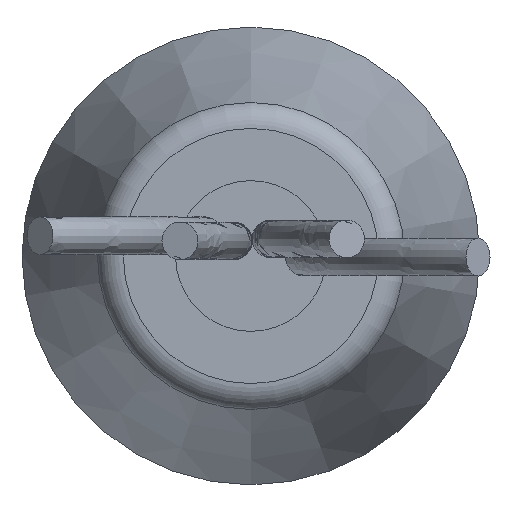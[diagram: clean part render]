
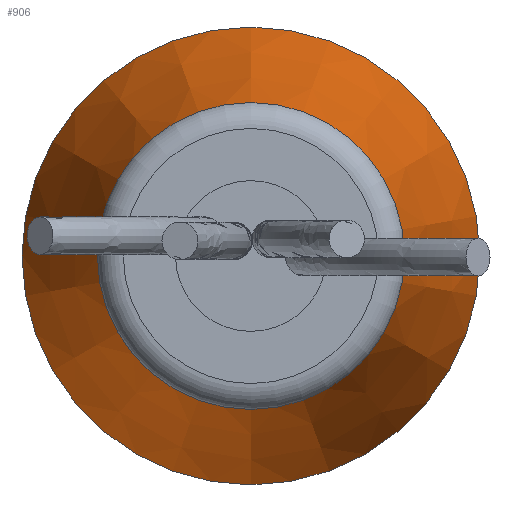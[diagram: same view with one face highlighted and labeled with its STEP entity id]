
A CAD part, front view. The second image highlights one B-rep face of the part: STEP entity #906.
In plain terms, the highlighted conical face has half-angle 15.255 degrees and reference radius 2.75 mm.
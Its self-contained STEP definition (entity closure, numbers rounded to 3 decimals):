
#115=CONICAL_SURFACE('',#2434,2.75,15.255);
#906=ADVANCED_FACE('',(#976,#977),#115,.T.);
#976=FACE_BOUND('',#1128,.T.);
#977=FACE_BOUND('',#1129,.T.);
#1128=EDGE_LOOP('',(#1680));
#1129=EDGE_LOOP('',(#1681));
#1680=ORIENTED_EDGE('',*,*,#2168,.T.);
#1681=ORIENTED_EDGE('',*,*,#2165,.F.);
#1889=VERTEX_POINT('',#3649);
#1892=VERTEX_POINT('',#3658);
#2165=EDGE_CURVE('',#1889,#1889,#2237,.T.);
#2168=EDGE_CURVE('',#1892,#1892,#2240,.T.);
#2237=CIRCLE('',#2427,4.25);
#2240=CIRCLE('',#2433,2.85);
#2427=AXIS2_PLACEMENT_3D('',#3648,#3009,#3010);
#2433=AXIS2_PLACEMENT_3D('',#3657,#3021,#3022);
#2434=AXIS2_PLACEMENT_3D('',#3659,#3023,#3024);
#3009=DIRECTION('',(0.,1.,0.));
#3010=DIRECTION('',(0.,0.,-1.));
#3021=DIRECTION('',(0.,1.,0.));
#3022=DIRECTION('',(0.,0.,-1.));
#3023=DIRECTION('',(0.,1.,0.));
#3024=DIRECTION('',(0.,0.,1.));
#3648=CARTESIAN_POINT('',(-26.983,-11.307,-0.006));
#3649=CARTESIAN_POINT('',(-26.983,-11.307,-4.256));
#3657=CARTESIAN_POINT('',(-26.983,-16.439,-0.006));
#3658=CARTESIAN_POINT('',(-26.983,-16.439,-2.857));
#3659=CARTESIAN_POINT('',(-26.983,-16.807,-0.006));
